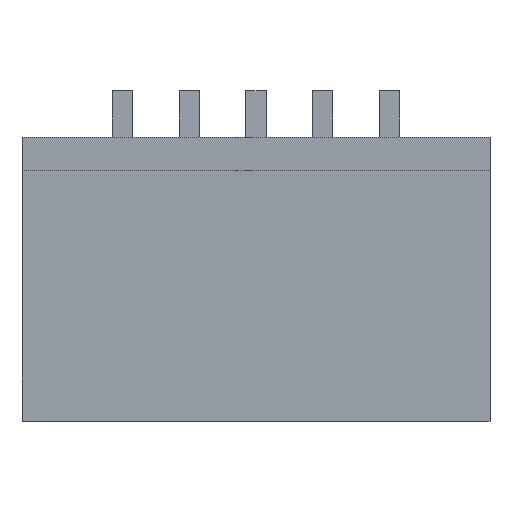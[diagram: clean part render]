
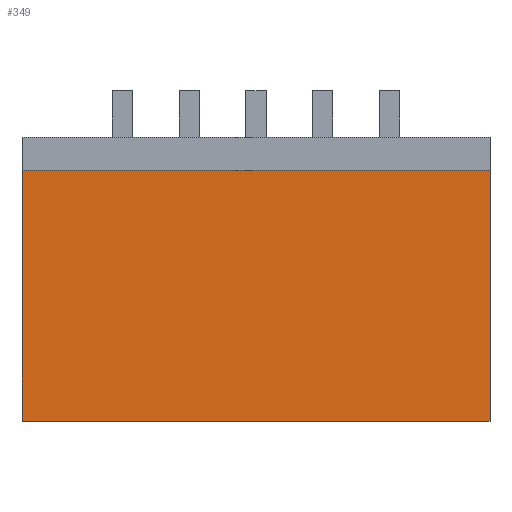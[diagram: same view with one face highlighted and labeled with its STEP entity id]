
A CAD part, top view. The second image highlights one B-rep face of the part: STEP entity #349.
In plain terms, the highlighted planar face has unit normal (0, 0, 1).
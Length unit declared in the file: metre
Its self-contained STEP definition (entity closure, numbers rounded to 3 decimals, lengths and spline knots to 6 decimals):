
#349 = ADVANCED_FACE( '', ( #809 ), #810, .F. );
#351 = EDGE_CURVE( '', #812, #813, #814, .T. );
#379 = EDGE_CURVE( '', #577, #697, #851, .T. );
#467 = EDGE_CURVE( '', #577, #812, #959, .T. );
#507 = EDGE_CURVE( '', #697, #813, #1001, .T. );
#577 = VERTEX_POINT( '', #1073 );
#697 = VERTEX_POINT( '', #1253 );
#809 = FACE_OUTER_BOUND( '', #1418, .T. );
#810 = PLANE( '', #1419 );
#812 = VERTEX_POINT( '', #1422 );
#813 = VERTEX_POINT( '', #1423 );
#814 = LINE( '', #1424, #1425 );
#851 = LINE( '', #1473, #1474 );
#959 = LINE( '', #1641, #1642 );
#1001 = LINE( '', #1719, #1720 );
#1073 = CARTESIAN_POINT( '', ( 0.0035, 0.001605, 0.003084 ) );
#1253 = CARTESIAN_POINT( '', ( -0.0035, 0.001605, 0.003084 ) );
#1418 = EDGE_LOOP( '', ( #1998, #1999, #2000, #2001 ) );
#1419 = AXIS2_PLACEMENT_3D( '', #2002, #2003, #2004 );
#1422 = CARTESIAN_POINT( '', ( 0.0035, -0.002145, 0.003084 ) );
#1423 = CARTESIAN_POINT( '', ( -0.0035, -0.002145, 0.003084 ) );
#1424 = CARTESIAN_POINT( '', ( 0.0035, -0.002145, 0.003084 ) );
#1425 = VECTOR( '', #2005, 1. );
#1473 = CARTESIAN_POINT( '', ( 0.0035, 0.001605, 0.003084 ) );
#1474 = VECTOR( '', #2101, 1. );
#1641 = CARTESIAN_POINT( '', ( 0.0035, 0.001605, 0.003084 ) );
#1642 = VECTOR( '', #2260, 1. );
#1719 = CARTESIAN_POINT( '', ( -0.0035, 0.001605, 0.003084 ) );
#1720 = VECTOR( '', #2294, 1. );
#1998 = ORIENTED_EDGE( '', *, *, #507, .T. );
#1999 = ORIENTED_EDGE( '', *, *, #351, .F. );
#2000 = ORIENTED_EDGE( '', *, *, #467, .F. );
#2001 = ORIENTED_EDGE( '', *, *, #379, .T. );
#2002 = CARTESIAN_POINT( '', ( 0.0035, 0.001605, 0.003084 ) );
#2003 = DIRECTION( '', ( 0., 0., -1. ) );
#2004 = DIRECTION( '', ( -1., 0., 0. ) );
#2005 = DIRECTION( '', ( -1., 0., 0. ) );
#2101 = DIRECTION( '', ( -1., 0., 0. ) );
#2260 = DIRECTION( '', ( 0., -1., 0. ) );
#2294 = DIRECTION( '', ( 0., -1., 0. ) );
